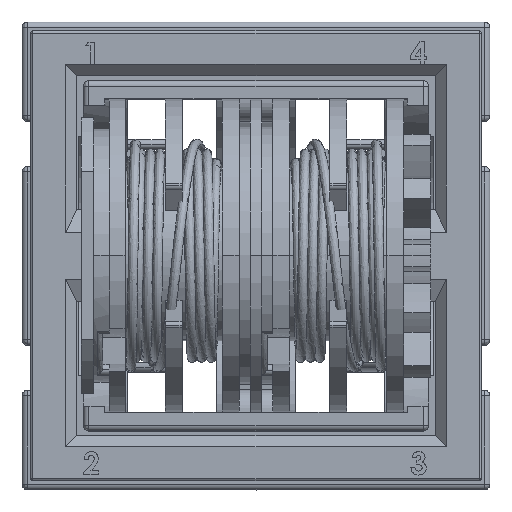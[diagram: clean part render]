
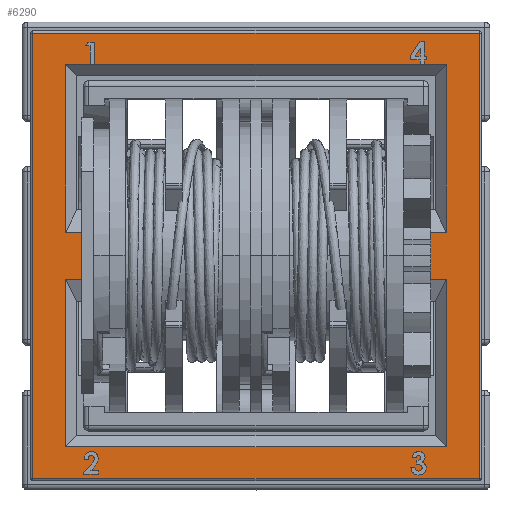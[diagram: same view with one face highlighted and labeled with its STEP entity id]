
A CAD part, top view. The second image highlights one B-rep face of the part: STEP entity #6290.
In plain terms, the highlighted face is planar.
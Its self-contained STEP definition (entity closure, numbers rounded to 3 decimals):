
#230 = DIRECTION ( 'NONE',  ( 0., 0., -1. ) ) ;
#944 = CARTESIAN_POINT ( 'NONE',  ( 8.5, -2.185, -1.05 ) ) ;
#1240 = CARTESIAN_POINT ( 'NONE',  ( -10.075, -2.185, 1.05 ) ) ;
#1461 = LINE ( 'NONE', #40227, #35491 ) ;
#1491 = ORIENTED_EDGE ( 'NONE', *, *, #10768, .T. ) ;
#1989 = CARTESIAN_POINT ( 'NONE',  ( -8.5, -2.185, -1.05 ) ) ;
#2855 = VERTEX_POINT ( 'NONE', #14503 ) ;
#2888 = EDGE_CURVE ( 'NONE', #2855, #5515, #40432, .T. ) ;
#3674 = CARTESIAN_POINT ( 'NONE',  ( -8.5, -2.185, 8.545 ) ) ;
#4215 = PLANE ( 'NONE',  #23052 ) ;
#5340 = LINE ( 'NONE', #40145, #20165 ) ;
#5515 = VERTEX_POINT ( 'NONE', #23450 ) ;
#5835 = CARTESIAN_POINT ( 'NONE',  ( -10.075, -2.185, 9.945 ) ) ;
#6290 = ADVANCED_FACE ( 'NONE', ( #6971, #7179, #40898 ), #4215, .T. ) ;
#6536 = CARTESIAN_POINT ( 'NONE',  ( -10.075, -2.185, -10.045 ) ) ;
#6971 = FACE_BOUND ( 'NONE', #39016, .T. ) ;
#7179 = FACE_BOUND ( 'NONE', #29378, .T. ) ;
#7756 = DIRECTION ( 'NONE',  ( 0., 0., -1. ) ) ;
#8045 = LINE ( 'NONE', #11008, #10786 ) ;
#8575 = LINE ( 'NONE', #5835, #15510 ) ;
#8751 = VECTOR ( 'NONE', #25552, 1000. ) ;
#8792 = DIRECTION ( 'NONE',  ( 0., 0., -1. ) ) ;
#8795 = CARTESIAN_POINT ( 'NONE',  ( -10.075, -2.185, -9.945 ) ) ;
#9067 = VERTEX_POINT ( 'NONE', #28797 ) ;
#9303 = CARTESIAN_POINT ( 'NONE',  ( 8., -2.185, -8.545 ) ) ;
#9309 = DIRECTION ( 'NONE',  ( 0., 0., -1. ) ) ;
#9390 = EDGE_CURVE ( 'NONE', #19862, #33459, #5340, .T. ) ;
#9615 = ORIENTED_EDGE ( 'NONE', *, *, #22222, .F. ) ;
#9755 = VERTEX_POINT ( 'NONE', #15201 ) ;
#9817 = ORIENTED_EDGE ( 'NONE', *, *, #16107, .F. ) ;
#9831 = EDGE_CURVE ( 'NONE', #34176, #11940, #31428, .T. ) ;
#10768 = EDGE_CURVE ( 'NONE', #9755, #11386, #1461, .T. ) ;
#10786 = VECTOR ( 'NONE', #27441, 1000. ) ;
#11008 = CARTESIAN_POINT ( 'NONE',  ( 8.5, -2.185, -2.05 ) ) ;
#11386 = VERTEX_POINT ( 'NONE', #3674 ) ;
#11676 = ORIENTED_EDGE ( 'NONE', *, *, #2888, .F. ) ;
#11940 = VERTEX_POINT ( 'NONE', #30545 ) ;
#12242 = VECTOR ( 'NONE', #24224, 1000. ) ;
#12525 = ORIENTED_EDGE ( 'NONE', *, *, #18641, .F. ) ;
#12806 = VECTOR ( 'NONE', #41460, 1000. ) ;
#13534 = ORIENTED_EDGE ( 'NONE', *, *, #24115, .T. ) ;
#14312 = DIRECTION ( 'NONE',  ( 0., 0., 1. ) ) ;
#14503 = CARTESIAN_POINT ( 'NONE',  ( 9.975, -2.185, 9.945 ) ) ;
#14696 = ORIENTED_EDGE ( 'NONE', *, *, #25386, .T. ) ;
#15201 = CARTESIAN_POINT ( 'NONE',  ( -8.5, -2.185, 1.05 ) ) ;
#15510 = VECTOR ( 'NONE', #27778, 1000. ) ;
#15805 = CARTESIAN_POINT ( 'NONE',  ( -9.975, -2.185, -9.945 ) ) ;
#16107 = EDGE_CURVE ( 'NONE', #33459, #34176, #39796, .T. ) ;
#16627 = LINE ( 'NONE', #26559, #29613 ) ;
#16665 = DIRECTION ( 'NONE',  ( 0., -1., 0. ) ) ;
#16885 = VECTOR ( 'NONE', #23377, 1000. ) ;
#17525 = EDGE_CURVE ( 'NONE', #26426, #24731, #28618, .T. ) ;
#17859 = CARTESIAN_POINT ( 'NONE',  ( 9.975, -2.185, -10.045 ) ) ;
#18090 = VECTOR ( 'NONE', #8792, 1000. ) ;
#18641 = EDGE_CURVE ( 'NONE', #24731, #2855, #8575, .T. ) ;
#18987 = ORIENTED_EDGE ( 'NONE', *, *, #9831, .F. ) ;
#19772 = DIRECTION ( 'NONE',  ( 1., 0., 0. ) ) ;
#19862 = VERTEX_POINT ( 'NONE', #944 ) ;
#20165 = VECTOR ( 'NONE', #24740, 1000. ) ;
#21034 = LINE ( 'NONE', #8795, #12242 ) ;
#21046 = VECTOR ( 'NONE', #9309, 1000. ) ;
#21719 = CARTESIAN_POINT ( 'NONE',  ( 8.5, -2.185, -10.045 ) ) ;
#22222 = EDGE_CURVE ( 'NONE', #11940, #19862, #8045, .T. ) ;
#22910 = CARTESIAN_POINT ( 'NONE',  ( -9.975, -2.185, -10.045 ) ) ;
#23052 = AXIS2_PLACEMENT_3D ( 'NONE', #6536, #16665, #230 ) ;
#23377 = DIRECTION ( 'NONE',  ( -1., 0., 0. ) ) ;
#23450 = CARTESIAN_POINT ( 'NONE',  ( 9.975, -2.185, -9.945 ) ) ;
#23941 = CARTESIAN_POINT ( 'NONE',  ( -9.975, -2.185, 9.945 ) ) ;
#24115 = EDGE_CURVE ( 'NONE', #11386, #9067, #16627, .T. ) ;
#24137 = VECTOR ( 'NONE', #7756, 1000. ) ;
#24224 = DIRECTION ( 'NONE',  ( -1., 0., 0. ) ) ;
#24271 = CARTESIAN_POINT ( 'NONE',  ( -8.5, -2.185, -8.545 ) ) ;
#24731 = VERTEX_POINT ( 'NONE', #23941 ) ;
#24740 = DIRECTION ( 'NONE',  ( -1., 0., 0. ) ) ;
#25386 = EDGE_CURVE ( 'NONE', #27630, #9755, #29921, .T. ) ;
#25552 = DIRECTION ( 'NONE',  ( 1., 0., 0. ) ) ;
#25718 = ORIENTED_EDGE ( 'NONE', *, *, #36211, .T. ) ;
#26426 = VERTEX_POINT ( 'NONE', #15805 ) ;
#26559 = CARTESIAN_POINT ( 'NONE',  ( -10.075, -2.185, 8.545 ) ) ;
#26694 = EDGE_CURVE ( 'NONE', #5515, #26426, #21034, .T. ) ;
#27441 = DIRECTION ( 'NONE',  ( 0., 0., 1. ) ) ;
#27630 = VERTEX_POINT ( 'NONE', #38515 ) ;
#27778 = DIRECTION ( 'NONE',  ( 1., 0., 0. ) ) ;
#28618 = LINE ( 'NONE', #22910, #12806 ) ;
#28797 = CARTESIAN_POINT ( 'NONE',  ( 8.5, -2.185, 8.545 ) ) ;
#29378 = EDGE_LOOP ( 'NONE', ( #9615, #18987, #9817, #39721 ) ) ;
#29613 = VECTOR ( 'NONE', #19772, 1000. ) ;
#29921 = LINE ( 'NONE', #1240, #16885 ) ;
#30545 = CARTESIAN_POINT ( 'NONE',  ( 8.5, -2.185, -8.545 ) ) ;
#31428 = LINE ( 'NONE', #9303, #8751 ) ;
#33459 = VERTEX_POINT ( 'NONE', #1989 ) ;
#34176 = VERTEX_POINT ( 'NONE', #24271 ) ;
#35491 = VECTOR ( 'NONE', #14312, 1000. ) ;
#36185 = EDGE_LOOP ( 'NONE', ( #11676, #12525, #37702, #38629 ) ) ;
#36211 = EDGE_CURVE ( 'NONE', #9067, #27630, #41335, .T. ) ;
#36653 = CARTESIAN_POINT ( 'NONE',  ( -8.5, -2.185, -8.045 ) ) ;
#37702 = ORIENTED_EDGE ( 'NONE', *, *, #17525, .F. ) ;
#38515 = CARTESIAN_POINT ( 'NONE',  ( 8.5, -2.185, 1.05 ) ) ;
#38629 = ORIENTED_EDGE ( 'NONE', *, *, #26694, .F. ) ;
#39016 = EDGE_LOOP ( 'NONE', ( #13534, #25718, #14696, #1491 ) ) ;
#39721 = ORIENTED_EDGE ( 'NONE', *, *, #9390, .F. ) ;
#39796 = LINE ( 'NONE', #36653, #24137 ) ;
#40145 = CARTESIAN_POINT ( 'NONE',  ( -8., -2.185, -1.05 ) ) ;
#40227 = CARTESIAN_POINT ( 'NONE',  ( -8.5, -2.185, -10.045 ) ) ;
#40432 = LINE ( 'NONE', #17859, #18090 ) ;
#40898 = FACE_OUTER_BOUND ( 'NONE', #36185, .T. ) ;
#41335 = LINE ( 'NONE', #21719, #21046 ) ;
#41460 = DIRECTION ( 'NONE',  ( 0., 0., 1. ) ) ;
